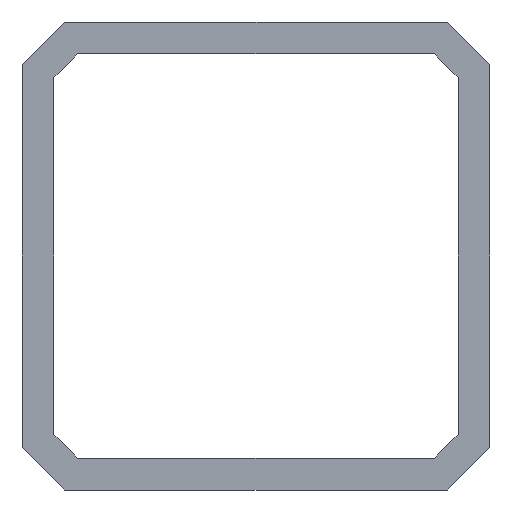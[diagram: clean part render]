
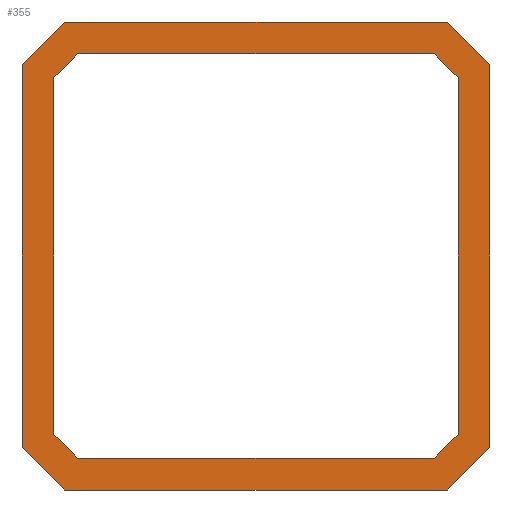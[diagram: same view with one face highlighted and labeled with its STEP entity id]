
A CAD part, left-side view. The second image highlights one B-rep face of the part: STEP entity #355.
In plain terms, the highlighted planar face has unit normal (-1, 0, 0).
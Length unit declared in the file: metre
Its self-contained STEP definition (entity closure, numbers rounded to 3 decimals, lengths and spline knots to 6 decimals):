
#52=ORIENTED_EDGE('',*,*,#144,.F.);
#53=ORIENTED_EDGE('',*,*,#145,.F.);
#54=ORIENTED_EDGE('',*,*,#146,.F.);
#55=ORIENTED_EDGE('',*,*,#147,.F.);
#56=ORIENTED_EDGE('',*,*,#148,.T.);
#57=ORIENTED_EDGE('',*,*,#149,.F.);
#58=ORIENTED_EDGE('',*,*,#150,.T.);
#59=ORIENTED_EDGE('',*,*,#151,.F.);
#60=ORIENTED_EDGE('',*,*,#142,.T.);
#61=ORIENTED_EDGE('',*,*,#152,.T.);
#62=ORIENTED_EDGE('',*,*,#132,.F.);
#63=ORIENTED_EDGE('',*,*,#153,.T.);
#64=ORIENTED_EDGE('',*,*,#135,.F.);
#65=ORIENTED_EDGE('',*,*,#154,.T.);
#66=ORIENTED_EDGE('',*,*,#139,.T.);
#67=ORIENTED_EDGE('',*,*,#155,.T.);
#132=EDGE_CURVE('',#180,#181,#212,.T.);
#135=EDGE_CURVE('',#182,#183,#215,.T.);
#139=EDGE_CURVE('',#185,#184,#219,.T.);
#142=EDGE_CURVE('',#187,#186,#222,.T.);
#144=EDGE_CURVE('',#188,#189,#224,.T.);
#145=EDGE_CURVE('',#190,#188,#225,.F.);
#146=EDGE_CURVE('',#191,#190,#226,.T.);
#147=EDGE_CURVE('',#192,#191,#227,.T.);
#148=EDGE_CURVE('',#192,#193,#228,.T.);
#149=EDGE_CURVE('',#194,#193,#229,.F.);
#150=EDGE_CURVE('',#194,#195,#230,.T.);
#151=EDGE_CURVE('',#189,#195,#231,.T.);
#152=EDGE_CURVE('',#186,#181,#232,.T.);
#153=EDGE_CURVE('',#180,#183,#233,.F.);
#154=EDGE_CURVE('',#182,#185,#234,.T.);
#155=EDGE_CURVE('',#184,#187,#235,.F.);
#180=VERTEX_POINT('',#521);
#181=VERTEX_POINT('',#522);
#182=VERTEX_POINT('',#527);
#183=VERTEX_POINT('',#528);
#184=VERTEX_POINT('',#533);
#185=VERTEX_POINT('',#535);
#186=VERTEX_POINT('',#539);
#187=VERTEX_POINT('',#541);
#188=VERTEX_POINT('',#545);
#189=VERTEX_POINT('',#546);
#190=VERTEX_POINT('',#548);
#191=VERTEX_POINT('',#550);
#192=VERTEX_POINT('',#552);
#193=VERTEX_POINT('',#554);
#194=VERTEX_POINT('',#556);
#195=VERTEX_POINT('',#558);
#212=LINE('',#520,#260);
#215=LINE('',#526,#263);
#219=LINE('',#534,#267);
#222=LINE('',#540,#270);
#224=LINE('',#544,#272);
#225=LINE('',#547,#273);
#226=LINE('',#549,#274);
#227=LINE('',#551,#275);
#228=LINE('',#553,#276);
#229=LINE('',#555,#277);
#230=LINE('',#557,#278);
#231=LINE('',#559,#279);
#232=LINE('',#560,#280);
#233=LINE('',#561,#281);
#234=LINE('',#562,#282);
#235=LINE('',#563,#283);
#260=VECTOR('',#421,1.);
#263=VECTOR('',#426,1.);
#267=VECTOR('',#432,1.);
#270=VECTOR('',#437,1.);
#272=VECTOR('',#441,1.);
#273=VECTOR('',#442,1.);
#274=VECTOR('',#443,1.);
#275=VECTOR('',#444,1.);
#276=VECTOR('',#445,1.);
#277=VECTOR('',#446,1.);
#278=VECTOR('',#447,1.);
#279=VECTOR('',#448,1.);
#280=VECTOR('',#449,1.);
#281=VECTOR('',#450,1.);
#282=VECTOR('',#451,1.);
#283=VECTOR('',#452,1.);
#298=EDGE_LOOP('',(#52,#53,#54,#55,#56,#57,#58,#59));
#299=EDGE_LOOP('',(#60,#61,#62,#63,#64,#65,#66,#67));
#318=FACE_BOUND('',#298,.T.);
#319=FACE_BOUND('',#299,.T.);
#337=PLANE('',#386);
#355=ADVANCED_FACE('',(#318,#319),#337,.T.);
#386=AXIS2_PLACEMENT_3D('',#543,#439,#440);
#421=DIRECTION('',(0.,0.,-1.));
#426=DIRECTION('',(0.,-1.,0.));
#432=DIRECTION('',(0.,0.,-1.));
#437=DIRECTION('',(0.,-1.,0.));
#439=DIRECTION('',(-1.,0.,0.));
#440=DIRECTION('',(0.,-1.,0.));
#441=DIRECTION('',(0.,-1.,0.));
#442=DIRECTION('',(0.,0.707,0.707));
#443=DIRECTION('',(0.,0.,-1.));
#444=DIRECTION('',(0.,0.707,-0.707));
#445=DIRECTION('',(0.,-1.,0.));
#446=DIRECTION('',(0.,-0.707,-0.707));
#447=DIRECTION('',(0.,0.,-1.));
#448=DIRECTION('',(0.,-0.707,0.707));
#449=DIRECTION('',(0.,-0.707,0.707));
#450=DIRECTION('',(0.,-0.707,-0.707));
#451=DIRECTION('',(0.,0.707,-0.707));
#452=DIRECTION('',(0.,0.707,0.707));
#520=CARTESIAN_POINT('',(-0.699655,0.308032,0.023975));
#521=CARTESIAN_POINT('',(-0.699655,0.308032,0.05255));
#522=CARTESIAN_POINT('',(-0.699655,0.308032,-0.0046));
#526=CARTESIAN_POINT('',(-0.699655,0.342957,0.0589));
#527=CARTESIAN_POINT('',(-0.699655,0.371532,0.0589));
#528=CARTESIAN_POINT('',(-0.699655,0.314382,0.0589));
#533=CARTESIAN_POINT('',(-0.699655,0.377882,-0.0046));
#534=CARTESIAN_POINT('',(-0.699655,0.377882,0.023975));
#535=CARTESIAN_POINT('',(-0.699655,0.377882,0.05255));
#539=CARTESIAN_POINT('',(-0.699655,0.314382,-0.01095));
#540=CARTESIAN_POINT('',(-0.699655,-0.176801,-0.01095));
#541=CARTESIAN_POINT('',(-0.699655,0.371532,-0.01095));
#543=CARTESIAN_POINT('',(-0.699655,-0.176801,0.06525));
#544=CARTESIAN_POINT('',(-0.699655,-0.176801,-0.006187));
#545=CARTESIAN_POINT('',(-0.699655,0.369559,-0.006187));
#546=CARTESIAN_POINT('',(-0.699655,0.316355,-0.006187));
#547=CARTESIAN_POINT('',(-0.699655,0.132098,-0.243649));
#548=CARTESIAN_POINT('',(-0.699655,0.37312,-0.002627));
#549=CARTESIAN_POINT('',(-0.699655,0.37312,0.023975));
#550=CARTESIAN_POINT('',(-0.699655,0.37312,0.050578));
#551=CARTESIAN_POINT('',(-0.699655,0.090823,0.332874));
#552=CARTESIAN_POINT('',(-0.699655,0.369559,0.054138));
#553=CARTESIAN_POINT('',(-0.699655,0.342957,0.054138));
#554=CARTESIAN_POINT('',(-0.699655,0.316355,0.054138));
#555=CARTESIAN_POINT('',(-0.699655,0.075333,-0.186884));
#556=CARTESIAN_POINT('',(-0.699655,0.312795,0.050578));
#557=CARTESIAN_POINT('',(-0.699655,0.312795,0.023975));
#558=CARTESIAN_POINT('',(-0.699655,0.312795,-0.002627));
#559=CARTESIAN_POINT('',(-0.699655,0.034058,0.276109));
#560=CARTESIAN_POINT('',(-0.699655,0.030691,0.272742));
#561=CARTESIAN_POINT('',(-0.699655,0.071966,-0.183516));
#562=CARTESIAN_POINT('',(-0.699655,0.094191,0.336242));
#563=CARTESIAN_POINT('',(-0.699655,0.135466,-0.247016));
